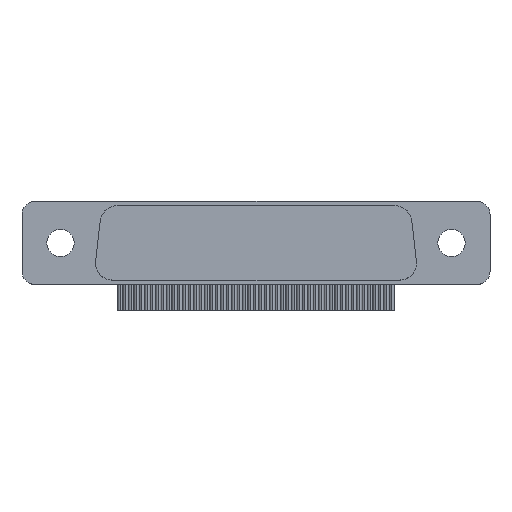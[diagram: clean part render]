
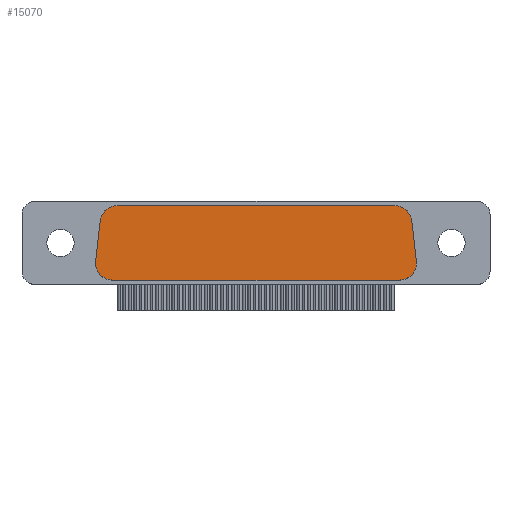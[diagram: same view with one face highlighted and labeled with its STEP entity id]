
A CAD part, top view. The second image highlights one B-rep face of the part: STEP entity #15070.
In plain terms, the highlighted planar face has unit normal (0, 0, 1).
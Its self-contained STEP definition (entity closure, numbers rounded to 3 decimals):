
#1386 = CARTESIAN_POINT ( 'NONE',  ( -16.757, 2.5, 7.3 ) ) ;
#2016 = AXIS2_PLACEMENT_3D ( 'NONE', #29763, #22090, #17887 ) ;
#2216 = ORIENTED_EDGE ( 'NONE', *, *, #10110, .T. ) ;
#3085 = CARTESIAN_POINT ( 'NONE',  ( 18.744, 2.728, 7.3 ) ) ;
#3585 = CARTESIAN_POINT ( 'NONE',  ( 16.217, 9.2, 7.3 ) ) ;
#3666 = VERTEX_POINT ( 'NONE', #13440 ) ;
#4139 = LINE ( 'NONE', #22918, #27353 ) ;
#4454 = FACE_OUTER_BOUND ( 'NONE', #22940, .T. ) ;
#4461 = LINE ( 'NONE', #25646, #29681 ) ;
#4801 = CARTESIAN_POINT ( 'NONE',  ( -16.757, 2.5, 7.3 ) ) ;
#4931 = EDGE_CURVE ( 'NONE', #16294, #24051, #19207, .T. ) ;
#5046 = DIRECTION ( 'NONE',  ( -1., 0., 0. ) ) ;
#5120 = CARTESIAN_POINT ( 'NONE',  ( 16.217, 7.2, 7.3 ) ) ;
#6319 = CARTESIAN_POINT ( 'NONE',  ( 16.757, 0.5, 7.3 ) ) ;
#6775 = DIRECTION ( 'NONE',  ( -0.114, 0.993, 0. ) ) ;
#6905 = EDGE_CURVE ( 'NONE', #27962, #12426, #13033, .T. ) ;
#7256 = VERTEX_POINT ( 'NONE', #14036 ) ;
#7519 = DIRECTION ( 'NONE',  ( 1., 0., 0. ) ) ;
#7677 = DIRECTION ( 'NONE',  ( 0., 0., 1. ) ) ;
#7684 = VERTEX_POINT ( 'NONE', #3085 ) ;
#7890 = EDGE_CURVE ( 'NONE', #7684, #7256, #4461, .T. ) ;
#9450 = VECTOR ( 'NONE', #14983, 1000. ) ;
#10110 = EDGE_CURVE ( 'NONE', #15113, #3666, #4139, .T. ) ;
#10317 = DIRECTION ( 'NONE',  ( 0., 0., 1. ) ) ;
#10318 = AXIS2_PLACEMENT_3D ( 'NONE', #1386, #29561, #27389 ) ;
#10339 = EDGE_CURVE ( 'NONE', #17174, #7684, #25867, .T. ) ;
#10721 = EDGE_CURVE ( 'NONE', #7256, #16294, #19947, .T. ) ;
#11526 = CARTESIAN_POINT ( 'NONE',  ( -16.217, 9.2, 7.3 ) ) ;
#11615 = CARTESIAN_POINT ( 'NONE',  ( -16.757, 0.5, 7.3 ) ) ;
#11732 = ORIENTED_EDGE ( 'NONE', *, *, #6905, .T. ) ;
#11771 = DIRECTION ( 'NONE',  ( 1., 0., 0. ) ) ;
#12426 = VERTEX_POINT ( 'NONE', #11615 ) ;
#12524 = CARTESIAN_POINT ( 'NONE',  ( -19., 0.5, 7.3 ) ) ;
#13033 = CIRCLE ( 'NONE', #30435, 2. ) ;
#13432 = DIRECTION ( 'NONE',  ( 0., 0., 1. ) ) ;
#13440 = CARTESIAN_POINT ( 'NONE',  ( -18.744, 2.728, 7.3 ) ) ;
#13601 = ORIENTED_EDGE ( 'NONE', *, *, #20211, .T. ) ;
#13955 = DIRECTION ( 'NONE',  ( 0., 0., 1. ) ) ;
#14036 = CARTESIAN_POINT ( 'NONE',  ( 18.204, 7.428, 7.3 ) ) ;
#14707 = EDGE_CURVE ( 'NONE', #3666, #27962, #23751, .T. ) ;
#14927 = AXIS2_PLACEMENT_3D ( 'NONE', #5120, #13432, #17338 ) ;
#14983 = DIRECTION ( 'NONE',  ( 1., 0., 0. ) ) ;
#14988 = DIRECTION ( 'NONE',  ( 1., 0., 0. ) ) ;
#15070 = ADVANCED_FACE ( 'NONE', ( #4454 ), #17144, .T. ) ;
#15113 = VERTEX_POINT ( 'NONE', #24510 ) ;
#16294 = VERTEX_POINT ( 'NONE', #3585 ) ;
#16425 = ORIENTED_EDGE ( 'NONE', *, *, #7890, .T. ) ;
#17002 = CARTESIAN_POINT ( 'NONE',  ( -16.217, 7.2, 7.3 ) ) ;
#17144 = PLANE ( 'NONE',  #18877 ) ;
#17174 = VERTEX_POINT ( 'NONE', #6319 ) ;
#17338 = DIRECTION ( 'NONE',  ( 1., 0., 0. ) ) ;
#17887 = DIRECTION ( 'NONE',  ( 1., 0., 0. ) ) ;
#18437 = CIRCLE ( 'NONE', #25882, 2. ) ;
#18591 = ORIENTED_EDGE ( 'NONE', *, *, #19348, .T. ) ;
#18745 = ORIENTED_EDGE ( 'NONE', *, *, #4931, .T. ) ;
#18827 = ORIENTED_EDGE ( 'NONE', *, *, #10721, .T. ) ;
#18877 = AXIS2_PLACEMENT_3D ( 'NONE', #24342, #7677, #7519 ) ;
#19078 = LINE ( 'NONE', #12524, #9450 ) ;
#19207 = LINE ( 'NONE', #21507, #23797 ) ;
#19348 = EDGE_CURVE ( 'NONE', #12426, #17174, #19078, .T. ) ;
#19947 = CIRCLE ( 'NONE', #14927, 2. ) ;
#20211 = EDGE_CURVE ( 'NONE', #24051, #15113, #18437, .T. ) ;
#20569 = CARTESIAN_POINT ( 'NONE',  ( -18.757, 2.5, 7.3 ) ) ;
#21507 = CARTESIAN_POINT ( 'NONE',  ( -18., 9.2, 7.3 ) ) ;
#22090 = DIRECTION ( 'NONE',  ( 0., 0., 1. ) ) ;
#22918 = CARTESIAN_POINT ( 'NONE',  ( -18., 9.2, 7.3 ) ) ;
#22940 = EDGE_LOOP ( 'NONE', ( #18591, #25961, #16425, #18827, #18745, #13601, #2216, #27579, #11732 ) ) ;
#23751 = CIRCLE ( 'NONE', #10318, 2. ) ;
#23797 = VECTOR ( 'NONE', #5046, 1000. ) ;
#24051 = VERTEX_POINT ( 'NONE', #11526 ) ;
#24342 = CARTESIAN_POINT ( 'NONE',  ( 0., 0., 7.3 ) ) ;
#24510 = CARTESIAN_POINT ( 'NONE',  ( -18.204, 7.428, 7.3 ) ) ;
#25646 = CARTESIAN_POINT ( 'NONE',  ( 18., 9.2, 7.3 ) ) ;
#25867 = CIRCLE ( 'NONE', #2016, 2. ) ;
#25882 = AXIS2_PLACEMENT_3D ( 'NONE', #17002, #10317, #14988 ) ;
#25885 = DIRECTION ( 'NONE',  ( -0.114, -0.993, 0. ) ) ;
#25961 = ORIENTED_EDGE ( 'NONE', *, *, #10339, .T. ) ;
#27353 = VECTOR ( 'NONE', #25885, 1000. ) ;
#27389 = DIRECTION ( 'NONE',  ( 1., 0., 0. ) ) ;
#27579 = ORIENTED_EDGE ( 'NONE', *, *, #14707, .T. ) ;
#27962 = VERTEX_POINT ( 'NONE', #20569 ) ;
#29561 = DIRECTION ( 'NONE',  ( 0., 0., 1. ) ) ;
#29681 = VECTOR ( 'NONE', #6775, 1000. ) ;
#29763 = CARTESIAN_POINT ( 'NONE',  ( 16.757, 2.5, 7.3 ) ) ;
#30435 = AXIS2_PLACEMENT_3D ( 'NONE', #4801, #13955, #11771 ) ;
